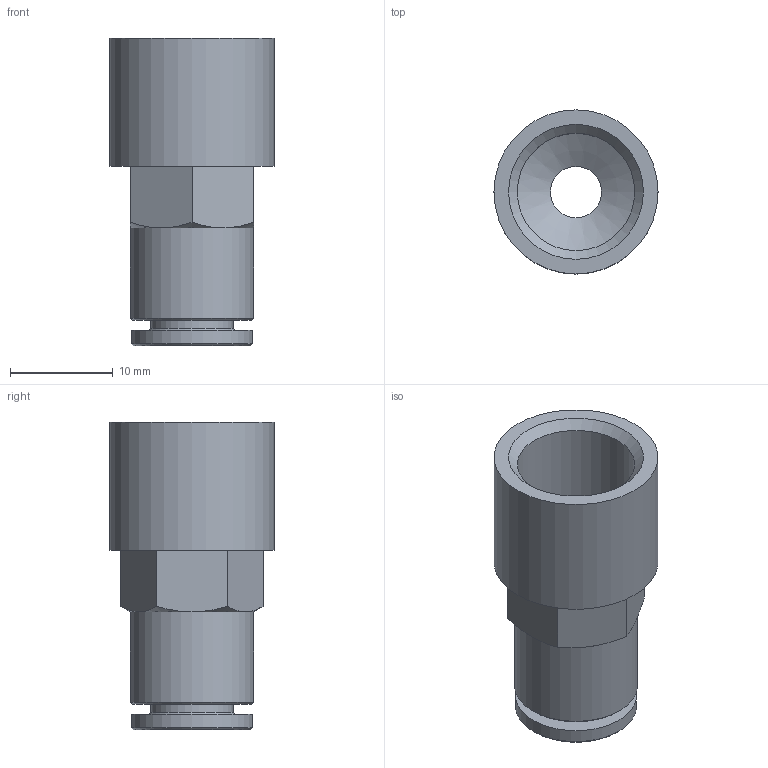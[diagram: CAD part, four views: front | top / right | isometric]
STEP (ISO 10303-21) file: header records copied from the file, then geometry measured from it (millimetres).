
FILE_DESCRIPTION(/* description */ ('STEP AP214'),/* implementation_level */ '2;1');
FILE_NAME(/* name */ '578356_NPQH-D-G14F-Q6-P10',/* time_stamp */ '2024-09-13T03:23:56+02:00',/* author */ ('License CC BY-ND 4.0'),/* organization */ ('CADENAS'),/* preprocessor_version */ 'ST-DEVELOPER v19.3',/* originating_system */ 'PARTsolutions',/* authorisation */ ' ');
FILE_SCHEMA (('AUTOMOTIVE_DESIGN {1 0 10303 214 3 1 1}'));
Length unit declared in the file: millimetre
Products named in the file (1): 578356 NPQH-D-G14F-Q6-P10
Bounding box: 16 x 16 x 30 mm (x, y, z)
Volume: 2756 mm3; surface area: 2471 mm2
Topology: 1 solids, 1 shells, 31 faces, 62 edges, 37 vertices
Faces by surface type: cone 12, plane 12, cylinder 7
Full cylindrical faces by diameter (mm): 5 x1, 6 x1, 8 x1, 11.445 x1, 11.8 x1, 12 x1, 16 x1
Entity records: 768 total; most frequent: CARTESIAN_POINT 152, DIRECTION 124, ORIENTED_EDGE 96, AXIS2_PLACEMENT_3D 56, EDGE_LOOP 50, FACE_BOUND 50, EDGE_CURVE 48, VERTEX_POINT 36
